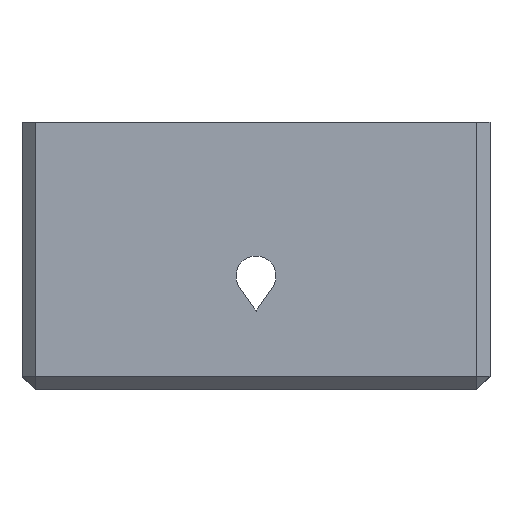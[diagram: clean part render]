
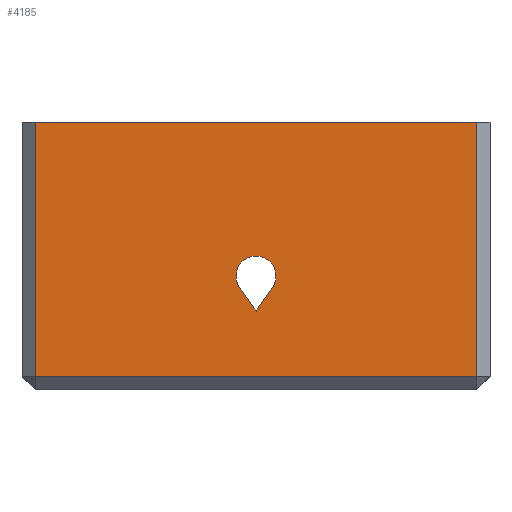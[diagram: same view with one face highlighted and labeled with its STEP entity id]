
A CAD part, left-side view. The second image highlights one B-rep face of the part: STEP entity #4185.
In plain terms, the highlighted planar face has unit normal (-1, 0, 0).
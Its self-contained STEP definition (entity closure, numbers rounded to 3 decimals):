
#55 = PLANE('',#56);
#56 = AXIS2_PLACEMENT_3D('',#57,#58,#59);
#57 = CARTESIAN_POINT('',(-63.,35.,101.));
#58 = DIRECTION('',(0.,0.,-1.));
#59 = DIRECTION('',(-1.,0.,0.));
#175 = PLANE('',#176);
#176 = AXIS2_PLACEMENT_3D('',#177,#178,#179);
#177 = CARTESIAN_POINT('',(-128.,34.,101.));
#178 = DIRECTION('',(-0.707,0.707,0.));
#179 = DIRECTION('',(0.,0.,-1.));
#1334 = VERTEX_POINT('',#1335);
#1335 = CARTESIAN_POINT('',(-129.,-33.,101.));
#1349 = PLANE('',#1350);
#1350 = AXIS2_PLACEMENT_3D('',#1351,#1352,#1353);
#1351 = CARTESIAN_POINT('',(-128.,-34.,101.));
#1352 = DIRECTION('',(-0.707,-0.707,0.));
#1353 = DIRECTION('',(0.,0.,-1.));
#1361 = EDGE_CURVE('',#1362,#1334,#1364,.T.);
#1362 = VERTEX_POINT('',#1363);
#1363 = CARTESIAN_POINT('',(-129.,33.,101.));
#1364 = SURFACE_CURVE('',#1365,(#1369,#1376),.PCURVE_S1.);
#1365 = LINE('',#1366,#1367);
#1366 = CARTESIAN_POINT('',(-129.,35.,101.));
#1367 = VECTOR('',#1368,1.);
#1368 = DIRECTION('',(0.,-1.,0.));
#1369 = PCURVE('',#55,#1370);
#1370 = DEFINITIONAL_REPRESENTATION('',(#1371),#1375);
#1371 = LINE('',#1372,#1373);
#1372 = CARTESIAN_POINT('',(66.,0.));
#1373 = VECTOR('',#1374,1.);
#1374 = DIRECTION('',(0.,-1.));
#1375 = ( GEOMETRIC_REPRESENTATION_CONTEXT(2) 
PARAMETRIC_REPRESENTATION_CONTEXT() REPRESENTATION_CONTEXT('2D SPACE',''
  ) );
#1376 = PCURVE('',#1377,#1382);
#1377 = PLANE('',#1378);
#1378 = AXIS2_PLACEMENT_3D('',#1379,#1380,#1381);
#1379 = CARTESIAN_POINT('',(-129.,35.,101.));
#1380 = DIRECTION('',(-1.,0.,0.));
#1381 = DIRECTION('',(0.,-1.,0.));
#1382 = DEFINITIONAL_REPRESENTATION('',(#1383),#1387);
#1383 = LINE('',#1384,#1385);
#1384 = CARTESIAN_POINT('',(0.,0.));
#1385 = VECTOR('',#1386,1.);
#1386 = DIRECTION('',(1.,0.));
#1387 = ( GEOMETRIC_REPRESENTATION_CONTEXT(2) 
PARAMETRIC_REPRESENTATION_CONTEXT() REPRESENTATION_CONTEXT('2D SPACE',''
  ) );
#1487 = VERTEX_POINT('',#1488);
#1488 = CARTESIAN_POINT('',(-129.,33.,63.));
#1514 = EDGE_CURVE('',#1362,#1487,#1515,.T.);
#1515 = SURFACE_CURVE('',#1516,(#1520,#1527),.PCURVE_S1.);
#1516 = LINE('',#1517,#1518);
#1517 = CARTESIAN_POINT('',(-129.,33.,101.));
#1518 = VECTOR('',#1519,1.);
#1519 = DIRECTION('',(-0.,-0.,-1.));
#1520 = PCURVE('',#175,#1521);
#1521 = DEFINITIONAL_REPRESENTATION('',(#1522),#1526);
#1522 = LINE('',#1523,#1524);
#1523 = CARTESIAN_POINT('',(0.,1.414));
#1524 = VECTOR('',#1525,1.);
#1525 = DIRECTION('',(1.,0.));
#1526 = ( GEOMETRIC_REPRESENTATION_CONTEXT(2) 
PARAMETRIC_REPRESENTATION_CONTEXT() REPRESENTATION_CONTEXT('2D SPACE',''
  ) );
#1527 = PCURVE('',#1377,#1528);
#1528 = DEFINITIONAL_REPRESENTATION('',(#1529),#1533);
#1529 = LINE('',#1530,#1531);
#1530 = CARTESIAN_POINT('',(2.,0.));
#1531 = VECTOR('',#1532,1.);
#1532 = DIRECTION('',(0.,-1.));
#1533 = ( GEOMETRIC_REPRESENTATION_CONTEXT(2) 
PARAMETRIC_REPRESENTATION_CONTEXT() REPRESENTATION_CONTEXT('2D SPACE',''
  ) );
#4185 = ADVANCED_FACE('',(#4186,#4239),#1377,.T.);
#4186 = FACE_BOUND('',#4187,.T.);
#4187 = EDGE_LOOP('',(#4188,#4189,#4190,#4218));
#4188 = ORIENTED_EDGE('',*,*,#1361,.F.);
#4189 = ORIENTED_EDGE('',*,*,#1514,.T.);
#4190 = ORIENTED_EDGE('',*,*,#4191,.T.);
#4191 = EDGE_CURVE('',#1487,#4192,#4194,.T.);
#4192 = VERTEX_POINT('',#4193);
#4193 = CARTESIAN_POINT('',(-129.,-33.,63.));
#4194 = SURFACE_CURVE('',#4195,(#4199,#4206),.PCURVE_S1.);
#4195 = LINE('',#4196,#4197);
#4196 = CARTESIAN_POINT('',(-129.,35.,63.));
#4197 = VECTOR('',#4198,1.);
#4198 = DIRECTION('',(0.,-1.,0.));
#4199 = PCURVE('',#1377,#4200);
#4200 = DEFINITIONAL_REPRESENTATION('',(#4201),#4205);
#4201 = LINE('',#4202,#4203);
#4202 = CARTESIAN_POINT('',(0.,-38.));
#4203 = VECTOR('',#4204,1.);
#4204 = DIRECTION('',(1.,0.));
#4205 = ( GEOMETRIC_REPRESENTATION_CONTEXT(2) 
PARAMETRIC_REPRESENTATION_CONTEXT() REPRESENTATION_CONTEXT('2D SPACE',''
  ) );
#4206 = PCURVE('',#4207,#4212);
#4207 = PLANE('',#4208);
#4208 = AXIS2_PLACEMENT_3D('',#4209,#4210,#4211);
#4209 = CARTESIAN_POINT('',(-128.,35.,62.));
#4210 = DIRECTION('',(-0.707,0.,-0.707));
#4211 = DIRECTION('',(0.,1.,0.));
#4212 = DEFINITIONAL_REPRESENTATION('',(#4213),#4217);
#4213 = LINE('',#4214,#4215);
#4214 = CARTESIAN_POINT('',(-0.,-1.414));
#4215 = VECTOR('',#4216,1.);
#4216 = DIRECTION('',(-1.,0.));
#4217 = ( GEOMETRIC_REPRESENTATION_CONTEXT(2) 
PARAMETRIC_REPRESENTATION_CONTEXT() REPRESENTATION_CONTEXT('2D SPACE',''
  ) );
#4218 = ORIENTED_EDGE('',*,*,#4219,.F.);
#4219 = EDGE_CURVE('',#1334,#4192,#4220,.T.);
#4220 = SURFACE_CURVE('',#4221,(#4225,#4232),.PCURVE_S1.);
#4221 = LINE('',#4222,#4223);
#4222 = CARTESIAN_POINT('',(-129.,-33.,101.));
#4223 = VECTOR('',#4224,1.);
#4224 = DIRECTION('',(-0.,-0.,-1.));
#4225 = PCURVE('',#1377,#4226);
#4226 = DEFINITIONAL_REPRESENTATION('',(#4227),#4231);
#4227 = LINE('',#4228,#4229);
#4228 = CARTESIAN_POINT('',(68.,0.));
#4229 = VECTOR('',#4230,1.);
#4230 = DIRECTION('',(0.,-1.));
#4231 = ( GEOMETRIC_REPRESENTATION_CONTEXT(2) 
PARAMETRIC_REPRESENTATION_CONTEXT() REPRESENTATION_CONTEXT('2D SPACE',''
  ) );
#4232 = PCURVE('',#1349,#4233);
#4233 = DEFINITIONAL_REPRESENTATION('',(#4234),#4238);
#4234 = LINE('',#4235,#4236);
#4235 = CARTESIAN_POINT('',(0.,-1.414));
#4236 = VECTOR('',#4237,1.);
#4237 = DIRECTION('',(1.,0.));
#4238 = ( GEOMETRIC_REPRESENTATION_CONTEXT(2) 
PARAMETRIC_REPRESENTATION_CONTEXT() REPRESENTATION_CONTEXT('2D SPACE',''
  ) );
#4239 = FACE_BOUND('',#4240,.T.);
#4240 = EDGE_LOOP('',(#4241,#4272,#4300));
#4241 = ORIENTED_EDGE('',*,*,#4242,.F.);
#4242 = EDGE_CURVE('',#4243,#4245,#4247,.T.);
#4243 = VERTEX_POINT('',#4244);
#4244 = CARTESIAN_POINT('',(-129.,-2.457,76.279));
#4245 = VERTEX_POINT('',#4246);
#4246 = CARTESIAN_POINT('',(-129.,2.457,76.279));
#4247 = SURFACE_CURVE('',#4248,(#4253,#4260),.PCURVE_S1.);
#4248 = CIRCLE('',#4249,3.);
#4249 = AXIS2_PLACEMENT_3D('',#4250,#4251,#4252);
#4250 = CARTESIAN_POINT('',(-129.,0.,78.));
#4251 = DIRECTION('',(-1.,0.,0.));
#4252 = DIRECTION('',(0.,-1.,0.));
#4253 = PCURVE('',#1377,#4254);
#4254 = DEFINITIONAL_REPRESENTATION('',(#4255),#4259);
#4255 = CIRCLE('',#4256,3.);
#4256 = AXIS2_PLACEMENT_2D('',#4257,#4258);
#4257 = CARTESIAN_POINT('',(35.,-23.));
#4258 = DIRECTION('',(1.,0.));
#4259 = ( GEOMETRIC_REPRESENTATION_CONTEXT(2) 
PARAMETRIC_REPRESENTATION_CONTEXT() REPRESENTATION_CONTEXT('2D SPACE',''
  ) );
#4260 = PCURVE('',#4261,#4266);
#4261 = CYLINDRICAL_SURFACE('',#4262,3.);
#4262 = AXIS2_PLACEMENT_3D('',#4263,#4264,#4265);
#4263 = CARTESIAN_POINT('',(-129.,0.,78.));
#4264 = DIRECTION('',(-1.,0.,0.));
#4265 = DIRECTION('',(0.,-1.,0.));
#4266 = DEFINITIONAL_REPRESENTATION('',(#4267),#4271);
#4267 = LINE('',#4268,#4269);
#4268 = CARTESIAN_POINT('',(0.,0.));
#4269 = VECTOR('',#4270,1.);
#4270 = DIRECTION('',(1.,0.));
#4271 = ( GEOMETRIC_REPRESENTATION_CONTEXT(2) 
PARAMETRIC_REPRESENTATION_CONTEXT() REPRESENTATION_CONTEXT('2D SPACE',''
  ) );
#4272 = ORIENTED_EDGE('',*,*,#4273,.T.);
#4273 = EDGE_CURVE('',#4243,#4274,#4276,.T.);
#4274 = VERTEX_POINT('',#4275);
#4275 = CARTESIAN_POINT('',(-129.,0.,72.77));
#4276 = SURFACE_CURVE('',#4277,(#4281,#4288),.PCURVE_S1.);
#4277 = LINE('',#4278,#4279);
#4278 = CARTESIAN_POINT('',(-129.,-2.457,76.279));
#4279 = VECTOR('',#4280,1.);
#4280 = DIRECTION('',(-0.,0.574,-0.819));
#4281 = PCURVE('',#1377,#4282);
#4282 = DEFINITIONAL_REPRESENTATION('',(#4283),#4287);
#4283 = LINE('',#4284,#4285);
#4284 = CARTESIAN_POINT('',(37.457,-24.721));
#4285 = VECTOR('',#4286,1.);
#4286 = DIRECTION('',(-0.574,-0.819));
#4287 = ( GEOMETRIC_REPRESENTATION_CONTEXT(2) 
PARAMETRIC_REPRESENTATION_CONTEXT() REPRESENTATION_CONTEXT('2D SPACE',''
  ) );
#4288 = PCURVE('',#4289,#4294);
#4289 = PLANE('',#4290);
#4290 = AXIS2_PLACEMENT_3D('',#4291,#4292,#4293);
#4291 = CARTESIAN_POINT('',(-129.,-2.457,76.279));
#4292 = DIRECTION('',(0.,0.819,0.574));
#4293 = DIRECTION('',(0.,0.574,-0.819));
#4294 = DEFINITIONAL_REPRESENTATION('',(#4295),#4299);
#4295 = LINE('',#4296,#4297);
#4296 = CARTESIAN_POINT('',(0.,0.));
#4297 = VECTOR('',#4298,1.);
#4298 = DIRECTION('',(1.,0.));
#4299 = ( GEOMETRIC_REPRESENTATION_CONTEXT(2) 
PARAMETRIC_REPRESENTATION_CONTEXT() REPRESENTATION_CONTEXT('2D SPACE',''
  ) );
#4300 = ORIENTED_EDGE('',*,*,#4301,.T.);
#4301 = EDGE_CURVE('',#4274,#4245,#4302,.T.);
#4302 = SURFACE_CURVE('',#4303,(#4307,#4314),.PCURVE_S1.);
#4303 = LINE('',#4304,#4305);
#4304 = CARTESIAN_POINT('',(-129.,0.,72.77));
#4305 = VECTOR('',#4306,1.);
#4306 = DIRECTION('',(0.,0.574,0.819));
#4307 = PCURVE('',#1377,#4308);
#4308 = DEFINITIONAL_REPRESENTATION('',(#4309),#4313);
#4309 = LINE('',#4310,#4311);
#4310 = CARTESIAN_POINT('',(35.,-28.23));
#4311 = VECTOR('',#4312,1.);
#4312 = DIRECTION('',(-0.574,0.819));
#4313 = ( GEOMETRIC_REPRESENTATION_CONTEXT(2) 
PARAMETRIC_REPRESENTATION_CONTEXT() REPRESENTATION_CONTEXT('2D SPACE',''
  ) );
#4314 = PCURVE('',#4315,#4320);
#4315 = PLANE('',#4316);
#4316 = AXIS2_PLACEMENT_3D('',#4317,#4318,#4319);
#4317 = CARTESIAN_POINT('',(-129.,0.,72.77));
#4318 = DIRECTION('',(0.,-0.819,0.574));
#4319 = DIRECTION('',(0.,0.574,0.819));
#4320 = DEFINITIONAL_REPRESENTATION('',(#4321),#4325);
#4321 = LINE('',#4322,#4323);
#4322 = CARTESIAN_POINT('',(0.,0.));
#4323 = VECTOR('',#4324,1.);
#4324 = DIRECTION('',(1.,0.));
#4325 = ( GEOMETRIC_REPRESENTATION_CONTEXT(2) 
PARAMETRIC_REPRESENTATION_CONTEXT() REPRESENTATION_CONTEXT('2D SPACE',''
  ) );
